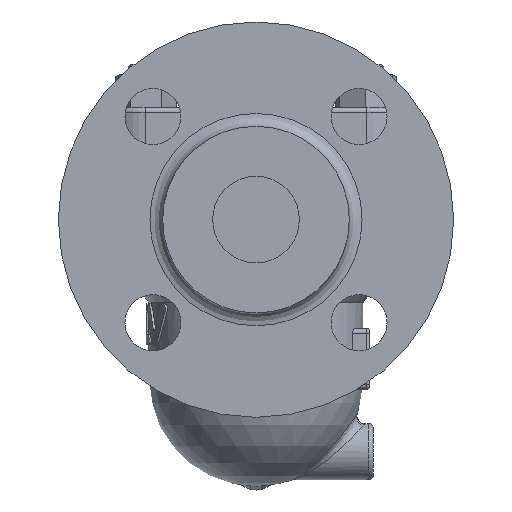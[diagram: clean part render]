
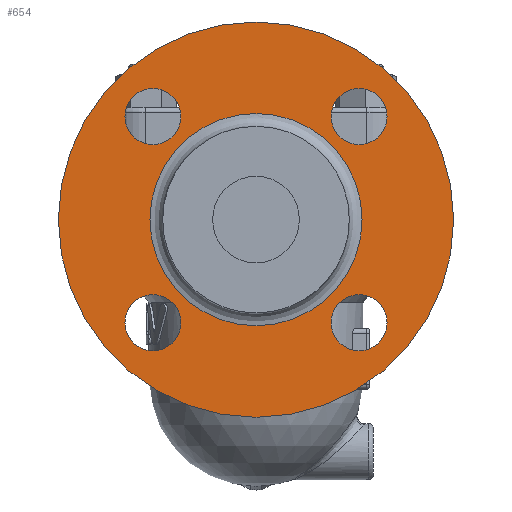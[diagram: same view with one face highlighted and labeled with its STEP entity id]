
A CAD part, left-side view. The second image highlights one B-rep face of the part: STEP entity #654.
In plain terms, the highlighted free-form (B-spline) face has degree [1, 1] with [2, 2] control points.
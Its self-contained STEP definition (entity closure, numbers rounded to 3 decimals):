
#527=CARTESIAN_POINT('',(-128.6,0.,34.6));
#528=VERTEX_POINT('',#527);
#529=CARTESIAN_POINT('',(-128.6,0.0,-7.));
#530=DIRECTION('',(-1.0,0.0,0.0));
#531=DIRECTION('',(0.0,0.0,-1.0));
#532=AXIS2_PLACEMENT_3D('',#529,#530,#531);
#533=CIRCLE('',#532,41.6);
#534=EDGE_CURVE('',#528,#528,#533,.T.);
#591=CARTESIAN_POINT('',(-128.6,77.5,70.5));
#592=CARTESIAN_POINT('',(-128.6,77.5,-84.5));
#593=CARTESIAN_POINT('',(-128.6,-77.5,70.5));
#594=CARTESIAN_POINT('',(-128.6,-77.5,-84.5));
#595=B_SPLINE_SURFACE_WITH_KNOTS('',1,1,((#591,#593),(#592,#594)),.UNSPECIFIED.,.F.,.F.,.U.,(2,2),(2,2),(0.0,155.),(0.0,155.),.UNSPECIFIED.);
#596=CARTESIAN_POINT('',(-128.6,0.0,70.5));
#597=VERTEX_POINT('',#596);
#598=CARTESIAN_POINT('',(-128.6,0.0,-7.));
#599=DIRECTION('',(-1.0,0.0,0.0));
#600=DIRECTION('',(0.0,0.0,1.0));
#601=AXIS2_PLACEMENT_3D('',#598,#599,#600);
#602=CIRCLE('',#601,77.5);
#603=EDGE_CURVE('',#597,#597,#602,.T.);
#604=ORIENTED_EDGE('',*,*,#603,.T.);
#605=EDGE_LOOP('',(#604));
#606=FACE_OUTER_BOUND('',#605,.T.);
#607=CARTESIAN_POINT('',(-128.6,40.411,22.411));
#608=VERTEX_POINT('',#607);
#609=CARTESIAN_POINT('',(-128.6,40.411,33.411));
#610=DIRECTION('',(1.0,0.0,0.0));
#611=DIRECTION('',(0.0,0.0,-1.0));
#612=AXIS2_PLACEMENT_3D('',#609,#610,#611);
#613=CIRCLE('',#612,11.0);
#614=EDGE_CURVE('',#608,#608,#613,.T.);
#615=ORIENTED_EDGE('',*,*,#614,.T.);
#616=EDGE_LOOP('',(#615));
#617=FACE_BOUND('',#616,.T.);
#618=CARTESIAN_POINT('',(-128.6,29.411,-47.411));
#619=VERTEX_POINT('',#618);
#620=CARTESIAN_POINT('',(-128.6,40.411,-47.411));
#621=DIRECTION('',(1.0,0.0,0.0));
#622=DIRECTION('',(0.0,-1.0,0.0));
#623=AXIS2_PLACEMENT_3D('',#620,#621,#622);
#624=CIRCLE('',#623,11.0);
#625=EDGE_CURVE('',#619,#619,#624,.T.);
#626=ORIENTED_EDGE('',*,*,#625,.T.);
#627=EDGE_LOOP('',(#626));
#628=FACE_BOUND('',#627,.T.);
#629=CARTESIAN_POINT('',(-128.6,-40.411,-36.411));
#630=VERTEX_POINT('',#629);
#631=CARTESIAN_POINT('',(-128.6,-40.411,-47.411));
#632=DIRECTION('',(1.0,0.0,0.0));
#633=DIRECTION('',(0.0,0.0,1.0));
#634=AXIS2_PLACEMENT_3D('',#631,#632,#633);
#635=CIRCLE('',#634,11.0);
#636=EDGE_CURVE('',#630,#630,#635,.T.);
#637=ORIENTED_EDGE('',*,*,#636,.T.);
#638=EDGE_LOOP('',(#637));
#639=FACE_BOUND('',#638,.T.);
#640=CARTESIAN_POINT('',(-128.6,-29.411,33.411));
#641=VERTEX_POINT('',#640);
#642=CARTESIAN_POINT('',(-128.6,-40.411,33.411));
#643=DIRECTION('',(1.0,0.0,0.0));
#644=DIRECTION('',(0.0,1.0,0.0));
#645=AXIS2_PLACEMENT_3D('',#642,#643,#644);
#646=CIRCLE('',#645,11.0);
#647=EDGE_CURVE('',#641,#641,#646,.T.);
#648=ORIENTED_EDGE('',*,*,#647,.T.);
#649=EDGE_LOOP('',(#648));
#650=FACE_BOUND('',#649,.T.);
#651=ORIENTED_EDGE('',*,*,#534,.F.);
#652=EDGE_LOOP('',(#651));
#653=FACE_BOUND('',#652,.T.);
#654=ADVANCED_FACE('',(#606,#617,#628,#639,#650,#653),#595,.T.);
